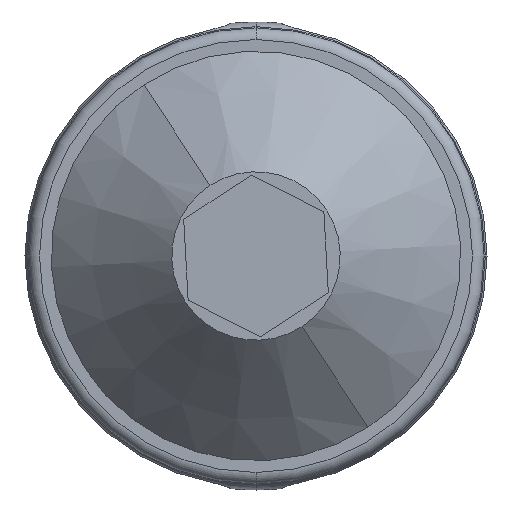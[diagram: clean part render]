
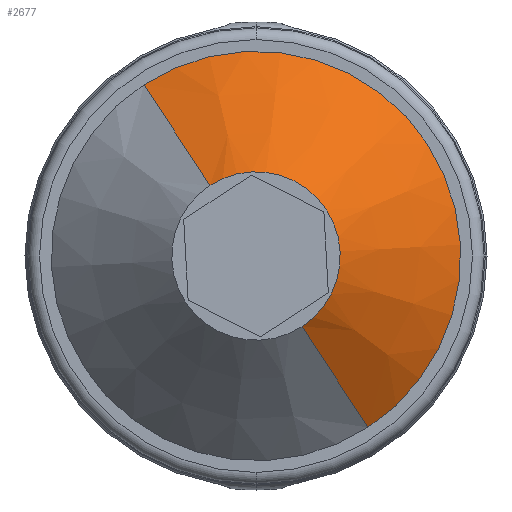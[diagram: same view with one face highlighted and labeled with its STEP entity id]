
A CAD part, front view. The second image highlights one B-rep face of the part: STEP entity #2677.
In plain terms, the highlighted conical face has half-angle 45 degrees and reference radius 7.2 mm.
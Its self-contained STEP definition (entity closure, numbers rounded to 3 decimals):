
#278 = VECTOR ( 'NONE', #8482, 1000. ) ;
#896 = VERTEX_POINT ( 'NONE', #7240 ) ;
#946 = CIRCLE ( 'NONE', #2576, 7.2 ) ;
#1434 = EDGE_CURVE ( 'NONE', #896, #9314, #6788, .T. ) ;
#1472 = VECTOR ( 'NONE', #4395, 1000. ) ;
#1508 = LINE ( 'NONE', #6114, #278 ) ;
#1905 = DIRECTION ( 'NONE',  ( 0., -1., 0. ) ) ;
#2261 = AXIS2_PLACEMENT_3D ( 'NONE', #5396, #1905, #2757 ) ;
#2576 = AXIS2_PLACEMENT_3D ( 'NONE', #2805, #8909, #3667 ) ;
#2677 = ADVANCED_FACE ( 'NONE', ( #9870 ), #7041, .T. ) ;
#2757 = DIRECTION ( 'NONE',  ( 0., 0., -1. ) ) ;
#2805 = CARTESIAN_POINT ( 'NONE',  ( 0., 47.4, 0. ) ) ;
#3174 = ORIENTED_EDGE ( 'NONE', *, *, #4527, .F. ) ;
#3359 = ORIENTED_EDGE ( 'NONE', *, *, #1434, .T. ) ;
#3485 = AXIS2_PLACEMENT_3D ( 'NONE', #10270, #8235, #7199 ) ;
#3667 = DIRECTION ( 'NONE',  ( 0., 0., 1. ) ) ;
#4395 = DIRECTION ( 'NONE',  ( 0., -0.707, 0.707 ) ) ;
#4521 = VERTEX_POINT ( 'NONE', #5337 ) ;
#4527 = EDGE_CURVE ( 'NONE', #4544, #9314, #1508, .T. ) ;
#4544 = VERTEX_POINT ( 'NONE', #10749 ) ;
#5337 = CARTESIAN_POINT ( 'NONE',  ( 0., 47.4, 7.2 ) ) ;
#5396 = CARTESIAN_POINT ( 'NONE',  ( 0., 47.4, 0. ) ) ;
#5623 = ORIENTED_EDGE ( 'NONE', *, *, #6786, .T. ) ;
#6114 = CARTESIAN_POINT ( 'NONE',  ( 0., 47.4, -7.2 ) ) ;
#6309 = EDGE_CURVE ( 'NONE', #4521, #4544, #946, .T. ) ;
#6786 = EDGE_CURVE ( 'NONE', #4521, #896, #10953, .T. ) ;
#6788 = CIRCLE ( 'NONE', #3485, 17.5 ) ;
#7041 = CONICAL_SURFACE ( 'NONE', #2261, 7.2, 0.785 ) ;
#7045 = CARTESIAN_POINT ( 'NONE',  ( 0., 47.4, 7.2 ) ) ;
#7199 = DIRECTION ( 'NONE',  ( 0., 0., 1. ) ) ;
#7240 = CARTESIAN_POINT ( 'NONE',  ( 0., 37.1, 17.5 ) ) ;
#7393 = ORIENTED_EDGE ( 'NONE', *, *, #6309, .F. ) ;
#7787 = CARTESIAN_POINT ( 'NONE',  ( 0., 37.1, -17.5 ) ) ;
#8235 = DIRECTION ( 'NONE',  ( 0., 1., 0. ) ) ;
#8482 = DIRECTION ( 'NONE',  ( 0., -0.707, -0.707 ) ) ;
#8909 = DIRECTION ( 'NONE',  ( 0., 1., 0. ) ) ;
#9314 = VERTEX_POINT ( 'NONE', #7787 ) ;
#9870 = FACE_OUTER_BOUND ( 'NONE', #10146, .T. ) ;
#10146 = EDGE_LOOP ( 'NONE', ( #7393, #5623, #3359, #3174 ) ) ;
#10270 = CARTESIAN_POINT ( 'NONE',  ( 0., 37.1, 0. ) ) ;
#10749 = CARTESIAN_POINT ( 'NONE',  ( 0., 47.4, -7.2 ) ) ;
#10953 = LINE ( 'NONE', #7045, #1472 ) ;
